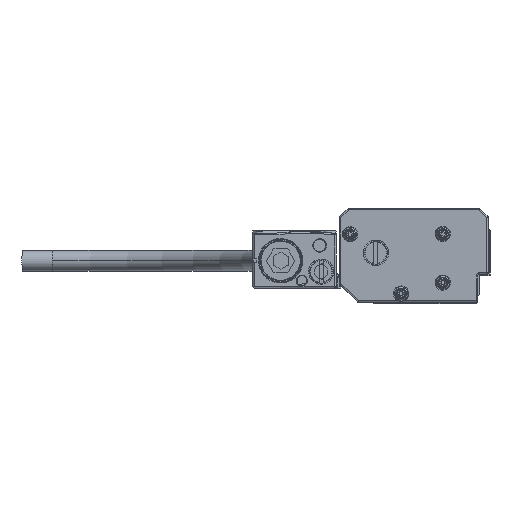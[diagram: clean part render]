
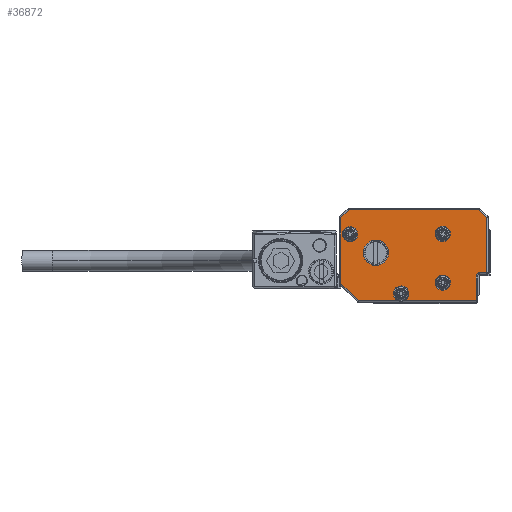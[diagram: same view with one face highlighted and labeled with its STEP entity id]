
A CAD part, left-side view. The second image highlights one B-rep face of the part: STEP entity #36872.
In plain terms, the highlighted planar face has unit normal (-1, 0, 0).
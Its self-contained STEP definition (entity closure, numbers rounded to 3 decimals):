
#36657=AXIS2_PLACEMENT_3D('Circle Axis2P3D',#36655,#36656,$) ;
#36685=AXIS2_PLACEMENT_3D('Circle Axis2P3D',#36683,#36684,$) ;
#36700=AXIS2_PLACEMENT_3D('Plane Axis2P3D',#36697,#36698,#36699) ;
#36704=AXIS2_PLACEMENT_3D('Circle Axis2P3D',#36702,#36703,$) ;
#36711=AXIS2_PLACEMENT_3D('Circle Axis2P3D',#36709,#36710,$) ;
#36718=AXIS2_PLACEMENT_3D('Circle Axis2P3D',#36716,#36717,$) ;
#36730=AXIS2_PLACEMENT_3D('Circle Axis2P3D',#36728,#36729,$) ;
#36802=AXIS2_PLACEMENT_3D('Circle Axis2P3D',#36800,#36801,$) ;
#36811=AXIS2_PLACEMENT_3D('Circle Axis2P3D',#36809,#36810,$) ;
#36820=AXIS2_PLACEMENT_3D('Circle Axis2P3D',#36818,#36819,$) ;
#36829=AXIS2_PLACEMENT_3D('Circle Axis2P3D',#36827,#36828,$) ;
#36838=AXIS2_PLACEMENT_3D('Circle Axis2P3D',#36836,#36837,$) ;
#36847=AXIS2_PLACEMENT_3D('Circle Axis2P3D',#36845,#36846,$) ;
#36856=AXIS2_PLACEMENT_3D('Circle Axis2P3D',#36854,#36855,$) ;
#36865=AXIS2_PLACEMENT_3D('Circle Axis2P3D',#36863,#36864,$) ;
#32055=CARTESIAN_POINT('Vertex',(-373.,8.4,-1.)) ;
#32057=CARTESIAN_POINT('Vertex',(-373.,7.,-1.)) ;
#32060=CARTESIAN_POINT('Line Origine',(-373.,3.5,-1.)) ;
#32064=CARTESIAN_POINT('Vertex',(-373.,21.793,-1.)) ;
#32076=CARTESIAN_POINT('Vertex',(-373.,-17.,-1.)) ;
#32079=CARTESIAN_POINT('Line Origine',(-373.,3.5,-1.)) ;
#36655=CARTESIAN_POINT('Axis2P3D Location',(-373.,7.7,1.4)) ;
#36659=CARTESIAN_POINT('Vertex',(-373.,5.2,1.4)) ;
#36680=CARTESIAN_POINT('Vertex',(-373.,9.894,0.201)) ;
#36683=CARTESIAN_POINT('Axis2P3D Location',(-373.,7.7,1.4)) ;
#36697=CARTESIAN_POINT('Axis2P3D Location',(-373.,-21.5,13.5)) ;
#36702=CARTESIAN_POINT('Axis2P3D Location',(-373.,7.7,1.4)) ;
#36706=CARTESIAN_POINT('Vertex',(-373.,10.2,1.4)) ;
#36709=CARTESIAN_POINT('Axis2P3D Location',(-373.,7.7,1.4)) ;
#36713=CARTESIAN_POINT('Vertex',(-373.,5.506,2.599)) ;
#36716=CARTESIAN_POINT('Axis2P3D Location',(-373.,7.7,1.4)) ;
#36721=CARTESIAN_POINT('Line Origine',(-373.,-17.,3.1)) ;
#36725=CARTESIAN_POINT('Vertex',(-373.,-17.,7.2)) ;
#36728=CARTESIAN_POINT('Axis2P3D Location',(-373.,-18.,7.2)) ;
#36732=CARTESIAN_POINT('Vertex',(-373.,-18.,8.2)) ;
#36735=CARTESIAN_POINT('Line Origine',(-373.,-19.25,8.2)) ;
#36739=CARTESIAN_POINT('Vertex',(-373.,-20.5,8.2)) ;
#36742=CARTESIAN_POINT('Line Origine',(-373.,-20.5,17.246)) ;
#36746=CARTESIAN_POINT('Vertex',(-373.,-20.5,26.293)) ;
#36749=CARTESIAN_POINT('Line Origine',(-373.,-19.146,27.646)) ;
#36753=CARTESIAN_POINT('Vertex',(-373.,-17.793,29.)) ;
#36756=CARTESIAN_POINT('Line Origine',(-373.,3.5,29.)) ;
#36760=CARTESIAN_POINT('Vertex',(-373.,24.793,29.)) ;
#36763=CARTESIAN_POINT('Line Origine',(-373.,26.146,27.646)) ;
#36767=CARTESIAN_POINT('Vertex',(-373.,27.5,26.293)) ;
#36770=CARTESIAN_POINT('Line Origine',(-373.,27.5,15.5)) ;
#36774=CARTESIAN_POINT('Vertex',(-373.,27.5,4.707)) ;
#36777=CARTESIAN_POINT('Line Origine',(-373.,24.646,1.854)) ;
#36800=CARTESIAN_POINT('Axis2P3D Location',(-373.,-6.,5.)) ;
#36804=CARTESIAN_POINT('Vertex',(-373.,-3.806,3.801)) ;
#36806=CARTESIAN_POINT('Vertex',(-373.,-8.194,6.199)) ;
#36809=CARTESIAN_POINT('Axis2P3D Location',(-373.,-6.,5.)) ;
#36818=CARTESIAN_POINT('Axis2P3D Location',(-373.,16.,14.8)) ;
#36822=CARTESIAN_POINT('Vertex',(-373.,11.85,14.8)) ;
#36824=CARTESIAN_POINT('Vertex',(-373.,20.15,14.8)) ;
#36827=CARTESIAN_POINT('Axis2P3D Location',(-373.,16.,14.8)) ;
#36836=CARTESIAN_POINT('Axis2P3D Location',(-373.,-6.,21.)) ;
#36840=CARTESIAN_POINT('Vertex',(-373.,-8.194,22.199)) ;
#36842=CARTESIAN_POINT('Vertex',(-373.,-3.806,19.801)) ;
#36845=CARTESIAN_POINT('Axis2P3D Location',(-373.,-6.,21.)) ;
#36854=CARTESIAN_POINT('Axis2P3D Location',(-373.,24.5,20.9)) ;
#36858=CARTESIAN_POINT('Vertex',(-373.,22.306,22.099)) ;
#36860=CARTESIAN_POINT('Vertex',(-373.,26.694,19.701)) ;
#36863=CARTESIAN_POINT('Axis2P3D Location',(-373.,24.5,20.9)) ;
#32061=DIRECTION('Vector Direction',(0.,1.,0.)) ;
#32080=DIRECTION('Vector Direction',(0.,1.,0.)) ;
#36656=DIRECTION('Axis2P3D Direction',(-1.,0.,0.)) ;
#36684=DIRECTION('Axis2P3D Direction',(-1.,0.,0.)) ;
#36698=DIRECTION('Axis2P3D Direction',(1.,0.,0.)) ;
#36699=DIRECTION('Axis2P3D XDirection',(0.,1.,0.)) ;
#36703=DIRECTION('Axis2P3D Direction',(1.,0.,0.)) ;
#36710=DIRECTION('Axis2P3D Direction',(1.,0.,0.)) ;
#36717=DIRECTION('Axis2P3D Direction',(1.,0.,0.)) ;
#36722=DIRECTION('Vector Direction',(0.,0.,1.)) ;
#36729=DIRECTION('Axis2P3D Direction',(1.,0.,0.)) ;
#36736=DIRECTION('Vector Direction',(0.,-1.,0.)) ;
#36743=DIRECTION('Vector Direction',(0.,0.,1.)) ;
#36750=DIRECTION('Vector Direction',(0.,-0.707,-0.707)) ;
#36757=DIRECTION('Vector Direction',(0.,1.,0.)) ;
#36764=DIRECTION('Vector Direction',(0.,0.707,-0.707)) ;
#36771=DIRECTION('Vector Direction',(0.,0.,-1.)) ;
#36778=DIRECTION('Vector Direction',(0.,-0.707,-0.707)) ;
#36801=DIRECTION('Axis2P3D Direction',(1.,0.,0.)) ;
#36810=DIRECTION('Axis2P3D Direction',(1.,0.,0.)) ;
#36819=DIRECTION('Axis2P3D Direction',(1.,0.,0.)) ;
#36828=DIRECTION('Axis2P3D Direction',(1.,0.,0.)) ;
#36837=DIRECTION('Axis2P3D Direction',(1.,0.,0.)) ;
#36846=DIRECTION('Axis2P3D Direction',(1.,0.,0.)) ;
#36855=DIRECTION('Axis2P3D Direction',(1.,0.,0.)) ;
#36864=DIRECTION('Axis2P3D Direction',(1.,0.,0.)) ;
#32062=VECTOR('Line Direction',#32061,1.) ;
#32081=VECTOR('Line Direction',#32080,1.) ;
#36723=VECTOR('Line Direction',#36722,1.) ;
#36737=VECTOR('Line Direction',#36736,1.) ;
#36744=VECTOR('Line Direction',#36743,1.) ;
#36751=VECTOR('Line Direction',#36750,1.) ;
#36758=VECTOR('Line Direction',#36757,1.) ;
#36765=VECTOR('Line Direction',#36764,1.) ;
#36772=VECTOR('Line Direction',#36771,1.) ;
#36779=VECTOR('Line Direction',#36778,1.) ;
#36783=ORIENTED_EDGE('',*,*,#36687,.T.) ;
#36784=ORIENTED_EDGE('',*,*,#36708,.T.) ;
#36785=ORIENTED_EDGE('',*,*,#36715,.T.) ;
#36786=ORIENTED_EDGE('',*,*,#36720,.T.) ;
#36787=ORIENTED_EDGE('',*,*,#36661,.T.) ;
#36788=ORIENTED_EDGE('',*,*,#32083,.F.) ;
#36789=ORIENTED_EDGE('',*,*,#36727,.F.) ;
#36790=ORIENTED_EDGE('',*,*,#36734,.F.) ;
#36791=ORIENTED_EDGE('',*,*,#36741,.F.) ;
#36792=ORIENTED_EDGE('',*,*,#36748,.F.) ;
#36793=ORIENTED_EDGE('',*,*,#36755,.F.) ;
#36794=ORIENTED_EDGE('',*,*,#36762,.F.) ;
#36795=ORIENTED_EDGE('',*,*,#36769,.F.) ;
#36796=ORIENTED_EDGE('',*,*,#36776,.F.) ;
#36797=ORIENTED_EDGE('',*,*,#36781,.F.) ;
#36798=ORIENTED_EDGE('',*,*,#32066,.F.) ;
#36815=ORIENTED_EDGE('',*,*,#36808,.T.) ;
#36816=ORIENTED_EDGE('',*,*,#36813,.T.) ;
#36833=ORIENTED_EDGE('',*,*,#36826,.T.) ;
#36834=ORIENTED_EDGE('',*,*,#36831,.T.) ;
#36851=ORIENTED_EDGE('',*,*,#36844,.T.) ;
#36852=ORIENTED_EDGE('',*,*,#36849,.T.) ;
#36869=ORIENTED_EDGE('',*,*,#36862,.T.) ;
#36870=ORIENTED_EDGE('',*,*,#36867,.T.) ;
#36817=FACE_BOUND('',#36814,.T.) ;
#36835=FACE_BOUND('',#36832,.T.) ;
#36853=FACE_BOUND('',#36850,.T.) ;
#36871=FACE_BOUND('',#36868,.T.) ;
#36872=ADVANCED_FACE('Brep With Voids',(#36799,#36817,#36835,#36853,#36871),#36701,.F.) ;
#36658=CIRCLE('generated circle',#36657,2.5) ;
#36686=CIRCLE('generated circle',#36685,2.5) ;
#36705=CIRCLE('generated circle',#36704,2.5) ;
#36712=CIRCLE('generated circle',#36711,2.5) ;
#36719=CIRCLE('generated circle',#36718,2.5) ;
#36731=CIRCLE('generated circle',#36730,1.) ;
#36803=CIRCLE('generated circle',#36802,2.5) ;
#36812=CIRCLE('generated circle',#36811,2.5) ;
#36821=CIRCLE('generated circle',#36820,4.15) ;
#36830=CIRCLE('generated circle',#36829,4.15) ;
#36839=CIRCLE('generated circle',#36838,2.5) ;
#36848=CIRCLE('generated circle',#36847,2.5) ;
#36857=CIRCLE('generated circle',#36856,2.5) ;
#36866=CIRCLE('generated circle',#36865,2.5) ;
#32066=EDGE_CURVE('',#32056,#32065,#32063,.T.) ;
#32083=EDGE_CURVE('',#32077,#32058,#32082,.T.) ;
#36661=EDGE_CURVE('',#36660,#32058,#36658,.F.) ;
#36687=EDGE_CURVE('',#32056,#36681,#36686,.F.) ;
#36708=EDGE_CURVE('',#36681,#36707,#36705,.T.) ;
#36715=EDGE_CURVE('',#36707,#36714,#36712,.T.) ;
#36720=EDGE_CURVE('',#36714,#36660,#36719,.T.) ;
#36727=EDGE_CURVE('',#36726,#32077,#36724,.F.) ;
#36734=EDGE_CURVE('',#36733,#36726,#36731,.F.) ;
#36741=EDGE_CURVE('',#36740,#36733,#36738,.F.) ;
#36748=EDGE_CURVE('',#36747,#36740,#36745,.F.) ;
#36755=EDGE_CURVE('',#36754,#36747,#36752,.T.) ;
#36762=EDGE_CURVE('',#36761,#36754,#36759,.F.) ;
#36769=EDGE_CURVE('',#36768,#36761,#36766,.F.) ;
#36776=EDGE_CURVE('',#36775,#36768,#36773,.F.) ;
#36781=EDGE_CURVE('',#32065,#36775,#36780,.F.) ;
#36808=EDGE_CURVE('',#36805,#36807,#36803,.T.) ;
#36813=EDGE_CURVE('',#36807,#36805,#36812,.T.) ;
#36826=EDGE_CURVE('',#36823,#36825,#36821,.T.) ;
#36831=EDGE_CURVE('',#36825,#36823,#36830,.T.) ;
#36844=EDGE_CURVE('',#36841,#36843,#36839,.T.) ;
#36849=EDGE_CURVE('',#36843,#36841,#36848,.T.) ;
#36862=EDGE_CURVE('',#36859,#36861,#36857,.T.) ;
#36867=EDGE_CURVE('',#36861,#36859,#36866,.T.) ;
#36782=EDGE_LOOP('',(#36783,#36784,#36785,#36786,#36787,#36788,#36789,#36790,#36791,#36792,#36793,#36794,#36795,#36796,#36797,#36798)) ;
#36814=EDGE_LOOP('',(#36815,#36816)) ;
#36832=EDGE_LOOP('',(#36833,#36834)) ;
#36850=EDGE_LOOP('',(#36851,#36852)) ;
#36868=EDGE_LOOP('',(#36869,#36870)) ;
#36799=FACE_OUTER_BOUND('',#36782,.T.) ;
#32063=LINE('Line',#32060,#32062) ;
#32082=LINE('Line',#32079,#32081) ;
#36724=LINE('Line',#36721,#36723) ;
#36738=LINE('Line',#36735,#36737) ;
#36745=LINE('Line',#36742,#36744) ;
#36752=LINE('Line',#36749,#36751) ;
#36759=LINE('Line',#36756,#36758) ;
#36766=LINE('Line',#36763,#36765) ;
#36773=LINE('Line',#36770,#36772) ;
#36780=LINE('Line',#36777,#36779) ;
#36701=PLANE('Plane',#36700) ;
#32056=VERTEX_POINT('',#32055) ;
#32058=VERTEX_POINT('',#32057) ;
#32065=VERTEX_POINT('',#32064) ;
#32077=VERTEX_POINT('',#32076) ;
#36660=VERTEX_POINT('',#36659) ;
#36681=VERTEX_POINT('',#36680) ;
#36707=VERTEX_POINT('',#36706) ;
#36714=VERTEX_POINT('',#36713) ;
#36726=VERTEX_POINT('',#36725) ;
#36733=VERTEX_POINT('',#36732) ;
#36740=VERTEX_POINT('',#36739) ;
#36747=VERTEX_POINT('',#36746) ;
#36754=VERTEX_POINT('',#36753) ;
#36761=VERTEX_POINT('',#36760) ;
#36768=VERTEX_POINT('',#36767) ;
#36775=VERTEX_POINT('',#36774) ;
#36805=VERTEX_POINT('',#36804) ;
#36807=VERTEX_POINT('',#36806) ;
#36823=VERTEX_POINT('',#36822) ;
#36825=VERTEX_POINT('',#36824) ;
#36841=VERTEX_POINT('',#36840) ;
#36843=VERTEX_POINT('',#36842) ;
#36859=VERTEX_POINT('',#36858) ;
#36861=VERTEX_POINT('',#36860) ;
